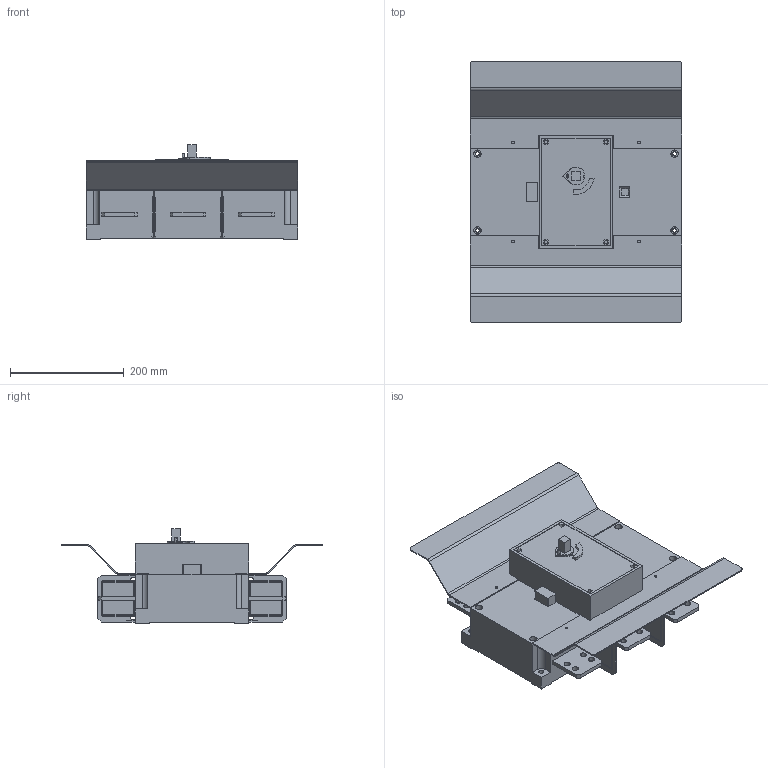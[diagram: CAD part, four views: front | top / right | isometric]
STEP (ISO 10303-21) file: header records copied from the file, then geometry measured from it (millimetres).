
FILE_DESCRIPTION((''),'2;1');
FILE_NAME('194R-NU1200-1753_ASM','2013-03-01T',('Dhanya'),(''),'PRO/ENGINEER BY PARAMETRIC TECHNOLOGY CORPORATION, 2010140','PRO/ENGINEER BY PARAMETRIC TECHNOLOGY CORPORATION, 2010140','');
FILE_SCHEMA(('CONFIG_CONTROL_DESIGN'));
Length unit declared in the file: millimetre
Products named in the file (5): SIRCO-UL_3X800A; ECRAN_PROTECT_SIRCO-UL_3X800A; ECRAN_SEPA_SIRCO-UL_3X800A; 194R-NU1200-1753_STP_ASM; 194R-NU1200-1753_ASM
Assembly tree (8 placements, depth 3):
  194R-NU1200-1753_ASM
    194R-NU1200-1753_STP_ASM
      SIRCO-UL_3X800A
      ECRAN_PROTECT_SIRCO-UL_3X800A  x2
      ECRAN_SEPA_SIRCO-UL_3X800A  x4
Bounding box: 372 x 460 x 166 mm (x, y, z)
Volume: 7926639.5 mm3; surface area: 669546.8 mm2
Topology: 7 solids, 7 shells, 845 faces, 2179 edges, 1416 vertices
Faces by surface type: plane 505, cylinder 274, torus 64, cone 2
Entity records: 16550 total; most frequent: CARTESIAN_POINT 2844, DIRECTION 2843, ORIENTED_EDGE 2762, EDGE_CURVE 1381, VECTOR 1013, LINE 1013, VERTEX_POINT 916, AXIS2_PLACEMENT_3D 915
